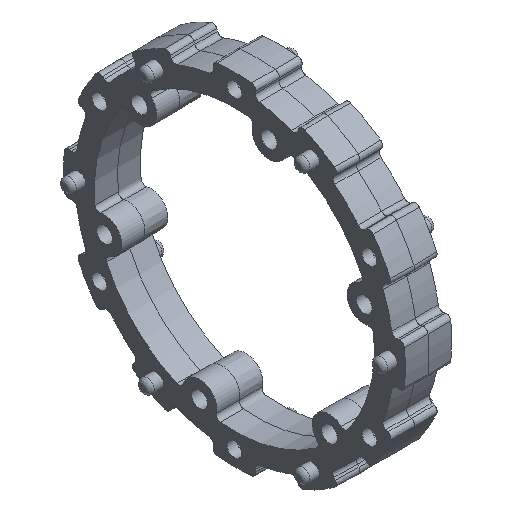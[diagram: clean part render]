
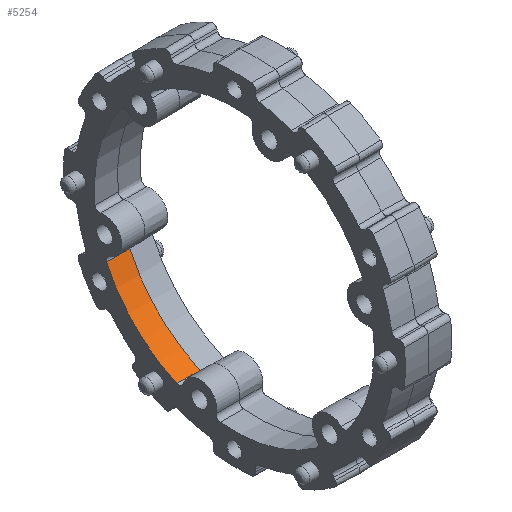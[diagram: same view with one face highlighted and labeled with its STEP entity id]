
A CAD part, isometric view. The second image highlights one B-rep face of the part: STEP entity #5254.
In plain terms, the highlighted cylindrical face has radius 38.354 mm (diameter 76.708 mm), a partial arc.
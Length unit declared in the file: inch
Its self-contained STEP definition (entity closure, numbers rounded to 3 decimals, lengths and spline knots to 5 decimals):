
#448=FACE_OUTER_BOUND('',#768,.T.);
#768=EDGE_LOOP('',(#3981,#3982,#3983,#3984));
#1485=LINE('',#9247,#1635);
#1486=LINE('',#9250,#1636);
#1635=VECTOR('',#6815,39.37008);
#1636=VECTOR('',#6818,39.37008);
#1946=CIRCLE('',#5836,1.51);
#1947=CIRCLE('',#5837,1.51);
#2405=VERTEX_POINT('',#9243);
#2406=VERTEX_POINT('',#9244);
#2407=VERTEX_POINT('',#9246);
#2408=VERTEX_POINT('',#9248);
#3021=EDGE_CURVE('',#2405,#2406,#1946,.T.);
#3022=EDGE_CURVE('',#2406,#2407,#1485,.T.);
#3023=EDGE_CURVE('',#2407,#2408,#1947,.T.);
#3024=EDGE_CURVE('',#2408,#2405,#1486,.T.);
#3981=ORIENTED_EDGE('',*,*,#3021,.T.);
#3982=ORIENTED_EDGE('',*,*,#3022,.T.);
#3983=ORIENTED_EDGE('',*,*,#3023,.T.);
#3984=ORIENTED_EDGE('',*,*,#3024,.T.);
#5124=CYLINDRICAL_SURFACE('',#5835,1.51);
#5254=ADVANCED_FACE('',(#448),#5124,.F.);
#5835=AXIS2_PLACEMENT_3D('',#9242,#6811,#6812);
#5836=AXIS2_PLACEMENT_3D('',#9245,#6813,#6814);
#5837=AXIS2_PLACEMENT_3D('',#9249,#6816,#6817);
#6811=DIRECTION('center_axis',(1.,0.,0.));
#6812=DIRECTION('ref_axis',(0.,0.,-1.));
#6813=DIRECTION('center_axis',(-1.,0.,0.));
#6814=DIRECTION('ref_axis',(0.,0.,1.));
#6815=DIRECTION('',(1.,0.,0.));
#6816=DIRECTION('center_axis',(1.,0.,0.));
#6817=DIRECTION('ref_axis',(0.,0.,-1.));
#6818=DIRECTION('',(-1.,0.,0.));
#9242=CARTESIAN_POINT('Origin',(0.05,0.,0.));
#9243=CARTESIAN_POINT('',(-0.25,1.37678,-0.62013));
#9244=CARTESIAN_POINT('',(-0.25,0.62013,-1.37678));
#9245=CARTESIAN_POINT('Origin',(-0.25,0.,0.));
#9246=CARTESIAN_POINT('',(0.,0.62013,-1.37678));
#9247=CARTESIAN_POINT('',(0.05,0.62013,-1.37678));
#9248=CARTESIAN_POINT('',(0.,1.37678,-0.62013));
#9249=CARTESIAN_POINT('Origin',(0.,0.,0.));
#9250=CARTESIAN_POINT('',(0.05,1.37678,-0.62013));
